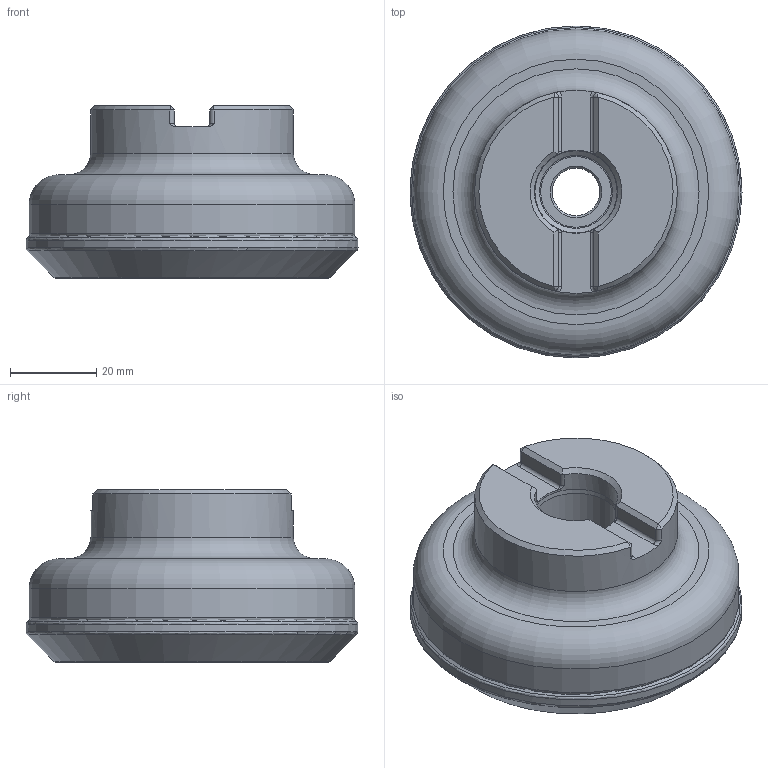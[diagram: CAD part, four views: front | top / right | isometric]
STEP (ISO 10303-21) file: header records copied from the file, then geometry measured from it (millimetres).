
FILE_DESCRIPTION(/* description */ (''),/* implementation_level */ '2;1');
FILE_NAME(/* name */ 'ax_step_export_TOP_PART.stp',/* time_stamp */ '2021-08-18T10:25:24+02:00',/* author */ (''),/* organization */ (''),/* preprocessor_version */ 'ST-DEVELOPER v16.7',/* originating_system */ 'SIEMENS PLM Software NX 12.0',/* authorisation */ '');
FILE_SCHEMA (('AUTOMOTIVE_DESIGN { 1 0 10303 214 3 1 1 1 }'));
Length unit declared in the file: millimetre
Products named in the file (4): CUT; NOCUT; ASSEMBLY_CONSTRUCTION; TOP_PART
Assembly tree (3 placements, depth 2):
  TOP_PART
    ASSEMBLY_CONSTRUCTION
    NOCUT
    CUT
Bounding box: 76.91 x 76.91 x 40 mm (x, y, z)
Volume: 131241.8 mm3; surface area: 25674.8 mm2
Topology: 2 solids, 2 shells, 95 faces, 267 edges, 207 vertices
Faces by surface type: cylinder 28, plane 18, torus 18, cone 17, revolution 14
Full cylindrical faces by diameter (mm): 11 x1, 15.5 x1, 19.056 x1, 19.25 x1, 47 x1, 75.5 x1
Entity records: 3167 total; most frequent: CARTESIAN_POINT 832, DIRECTION 462, ORIENTED_EDGE 340, AXIS2_PLACEMENT_3D 197, EDGE_CURVE 170, EDGE_LOOP 140, VERTEX_POINT 120, ADVANCED_FACE 95
